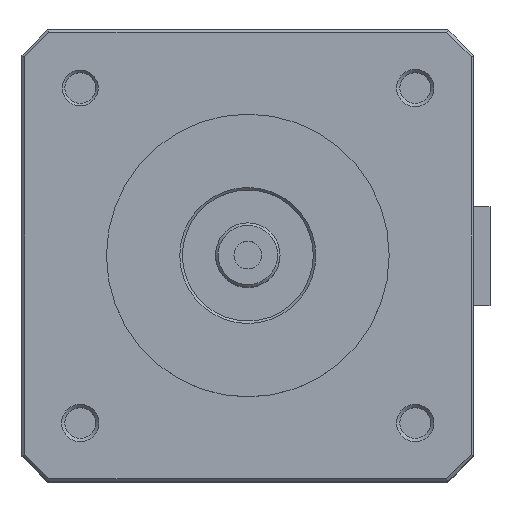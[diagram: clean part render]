
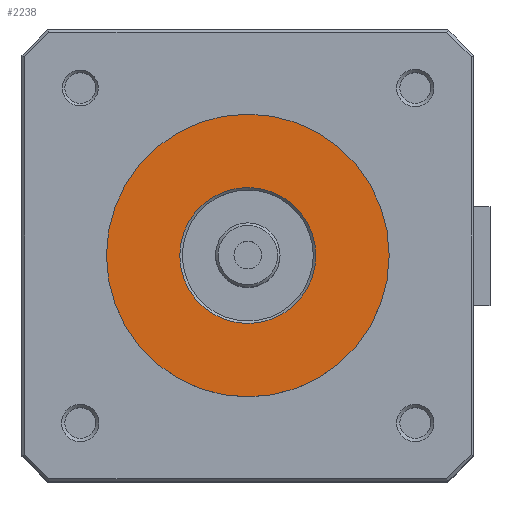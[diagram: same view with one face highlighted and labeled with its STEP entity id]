
A CAD part, top view. The second image highlights one B-rep face of the part: STEP entity #2238.
In plain terms, the highlighted planar face has unit normal (0, 0, 1).
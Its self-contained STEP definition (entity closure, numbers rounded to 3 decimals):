
#504 = CYLINDRICAL_SURFACE('',#505,10.973);
#505 = AXIS2_PLACEMENT_3D('',#506,#507,#508);
#506 = CARTESIAN_POINT('',(0.,0.,0.));
#507 = DIRECTION('',(0.,0.,1.));
#508 = DIRECTION('',(-1.,0.,0.));
#2065 = CONICAL_SURFACE('',#2066,5.18,0.785);
#2066 = AXIS2_PLACEMENT_3D('',#2067,#2068,#2069);
#2067 = CARTESIAN_POINT('',(0.,0.,1.856));
#2068 = DIRECTION('',(0.,0.,1.));
#2069 = DIRECTION('',(-1.,0.,0.));
#2111 = VERTEX_POINT('',#2112);
#2112 = CARTESIAN_POINT('',(5.28,0.,1.956));
#2132 = EDGE_CURVE('',#2111,#2111,#2133,.T.);
#2133 = SURFACE_CURVE('',#2134,(#2139,#2168),.PCURVE_S1.);
#2134 = CIRCLE('',#2135,5.28);
#2135 = AXIS2_PLACEMENT_3D('',#2136,#2137,#2138);
#2136 = CARTESIAN_POINT('',(0.,0.,1.956));
#2137 = DIRECTION('',(0.,0.,1.));
#2138 = DIRECTION('',(-1.,0.,0.));
#2139 = PCURVE('',#2065,#2140);
#2140 = DEFINITIONAL_REPRESENTATION('',(#2141),#2167);
#2141 = B_SPLINE_CURVE_WITH_KNOTS('',3,(#2142,#2143,#2144,#2145,#2146,
    #2147,#2148,#2149,#2150,#2151,#2152,#2153,#2154,#2155,#2156,#2157,
    #2158,#2159,#2160,#2161,#2162,#2163,#2164,#2165,#2166),
  .UNSPECIFIED.,.F.,.F.,(4,1,1,1,1,1,1,1,1,1,1,1,1,1,1,1,1,1,1,1,1,1,4),
  (3.142,3.427,3.713,3.998,
    4.284,4.57,4.855,5.141,
    5.426,5.712,5.998,6.283,
    6.569,6.854,7.14,7.426,
    7.711,7.997,8.282,8.568,
    8.854,9.139,9.425),.QUASI_UNIFORM_KNOTS.);
#2142 = CARTESIAN_POINT('',(3.142,0.1));
#2143 = CARTESIAN_POINT('',(3.237,0.1));
#2144 = CARTESIAN_POINT('',(3.427,0.1));
#2145 = CARTESIAN_POINT('',(3.713,0.1));
#2146 = CARTESIAN_POINT('',(3.998,0.1));
#2147 = CARTESIAN_POINT('',(4.284,0.1));
#2148 = CARTESIAN_POINT('',(4.57,0.1));
#2149 = CARTESIAN_POINT('',(4.855,0.1));
#2150 = CARTESIAN_POINT('',(5.141,0.1));
#2151 = CARTESIAN_POINT('',(5.426,0.1));
#2152 = CARTESIAN_POINT('',(5.712,0.1));
#2153 = CARTESIAN_POINT('',(5.998,0.1));
#2154 = CARTESIAN_POINT('',(6.283,0.1));
#2155 = CARTESIAN_POINT('',(6.569,0.1));
#2156 = CARTESIAN_POINT('',(6.854,0.1));
#2157 = CARTESIAN_POINT('',(7.14,0.1));
#2158 = CARTESIAN_POINT('',(7.426,0.1));
#2159 = CARTESIAN_POINT('',(7.711,0.1));
#2160 = CARTESIAN_POINT('',(7.997,0.1));
#2161 = CARTESIAN_POINT('',(8.282,0.1));
#2162 = CARTESIAN_POINT('',(8.568,0.1));
#2163 = CARTESIAN_POINT('',(8.854,0.1));
#2164 = CARTESIAN_POINT('',(9.139,0.1));
#2165 = CARTESIAN_POINT('',(9.33,0.1));
#2166 = CARTESIAN_POINT('',(9.425,0.1));
#2167 = ( GEOMETRIC_REPRESENTATION_CONTEXT(2) 
PARAMETRIC_REPRESENTATION_CONTEXT() REPRESENTATION_CONTEXT('2D SPACE',''
  ) );
#2168 = PCURVE('',#2169,#2174);
#2169 = PLANE('',#2170);
#2170 = AXIS2_PLACEMENT_3D('',#2171,#2172,#2173);
#2171 = CARTESIAN_POINT('',(0.,0.,1.956));
#2172 = DIRECTION('',(0.,0.,-1.));
#2173 = DIRECTION('',(0.,1.,0.));
#2174 = DEFINITIONAL_REPRESENTATION('',(#2175),#2183);
#2175 = ( BOUNDED_CURVE() B_SPLINE_CURVE(2,(#2176,#2177,#2178,#2179,
#2180,#2181,#2182),.UNSPECIFIED.,.F.,.F.) B_SPLINE_CURVE_WITH_KNOTS((1,2
    ,2,2,2,1),(-2.094,0.,2.094,4.189,
6.283,8.378),.UNSPECIFIED.) CURVE() 
GEOMETRIC_REPRESENTATION_ITEM() RATIONAL_B_SPLINE_CURVE((1.,0.5,1.,0.5,
1.,0.5,1.)) REPRESENTATION_ITEM('') );
#2176 = CARTESIAN_POINT('',(0.,-5.28));
#2177 = CARTESIAN_POINT('',(-9.145,-5.28));
#2178 = CARTESIAN_POINT('',(-4.573,2.64));
#2179 = CARTESIAN_POINT('',(0.,10.56));
#2180 = CARTESIAN_POINT('',(4.573,2.64));
#2181 = CARTESIAN_POINT('',(9.145,-5.28));
#2182 = CARTESIAN_POINT('',(0.,-5.28));
#2183 = ( GEOMETRIC_REPRESENTATION_CONTEXT(2) 
PARAMETRIC_REPRESENTATION_CONTEXT() REPRESENTATION_CONTEXT('2D SPACE',''
  ) );
#2238 = ADVANCED_FACE('',(#2239,#2264),#2169,.F.);
#2239 = FACE_BOUND('',#2240,.T.);
#2240 = EDGE_LOOP('',(#2241));
#2241 = ORIENTED_EDGE('',*,*,#2242,.F.);
#2242 = EDGE_CURVE('',#2243,#2243,#2245,.T.);
#2243 = VERTEX_POINT('',#2244);
#2244 = CARTESIAN_POINT('',(10.973,0.,1.956));
#2245 = SURFACE_CURVE('',#2246,(#2251,#2258),.PCURVE_S1.);
#2246 = CIRCLE('',#2247,10.973);
#2247 = AXIS2_PLACEMENT_3D('',#2248,#2249,#2250);
#2248 = CARTESIAN_POINT('',(0.,0.,1.956));
#2249 = DIRECTION('',(-0.,0.,-1.));
#2250 = DIRECTION('',(-1.,0.,0.));
#2251 = PCURVE('',#2169,#2252);
#2252 = DEFINITIONAL_REPRESENTATION('',(#2253),#2257);
#2253 = CIRCLE('',#2254,10.973);
#2254 = AXIS2_PLACEMENT_2D('',#2255,#2256);
#2255 = CARTESIAN_POINT('',(0.,0.));
#2256 = DIRECTION('',(0.,-1.));
#2257 = ( GEOMETRIC_REPRESENTATION_CONTEXT(2) 
PARAMETRIC_REPRESENTATION_CONTEXT() REPRESENTATION_CONTEXT('2D SPACE',''
  ) );
#2258 = PCURVE('',#504,#2259);
#2259 = DEFINITIONAL_REPRESENTATION('',(#2260),#2263);
#2260 = B_SPLINE_CURVE_WITH_KNOTS('',1,(#2261,#2262),.UNSPECIFIED.,.F.,
  .F.,(2,2),(3.142,9.425),.PIECEWISE_BEZIER_KNOTS.);
#2261 = CARTESIAN_POINT('',(9.425,1.956));
#2262 = CARTESIAN_POINT('',(3.142,1.956));
#2263 = ( GEOMETRIC_REPRESENTATION_CONTEXT(2) 
PARAMETRIC_REPRESENTATION_CONTEXT() REPRESENTATION_CONTEXT('2D SPACE',''
  ) );
#2264 = FACE_BOUND('',#2265,.T.);
#2265 = EDGE_LOOP('',(#2266));
#2266 = ORIENTED_EDGE('',*,*,#2132,.F.);
